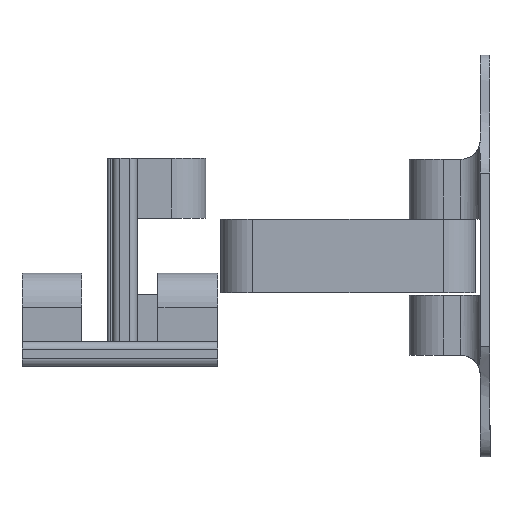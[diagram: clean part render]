
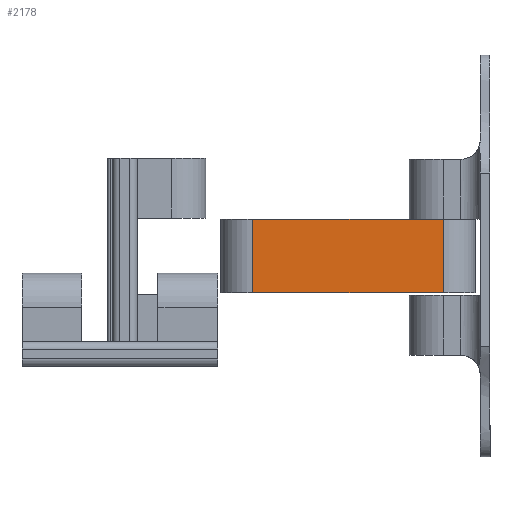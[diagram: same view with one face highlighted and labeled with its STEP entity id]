
A CAD part, front view. The second image highlights one B-rep face of the part: STEP entity #2178.
In plain terms, the highlighted planar face has unit normal (0, -1, 0).
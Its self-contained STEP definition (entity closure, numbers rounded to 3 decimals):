
#114=PLANE('',#2354);
#206=FACE_OUTER_BOUND('',#342,.T.);
#342=EDGE_LOOP('',(#1686,#1687,#1688,#1689));
#529=LINE('',#3354,#734);
#533=LINE('',#3363,#738);
#534=LINE('',#3367,#739);
#535=LINE('',#3368,#740);
#734=VECTOR('',#2718,10.);
#738=VECTOR('',#2726,10.);
#739=VECTOR('',#2731,10.);
#740=VECTOR('',#2732,10.);
#1020=VERTEX_POINT('',#3348);
#1022=VERTEX_POINT('',#3352);
#1025=VERTEX_POINT('',#3362);
#1026=VERTEX_POINT('',#3366);
#1263=EDGE_CURVE('',#1020,#1022,#529,.T.);
#1267=EDGE_CURVE('',#1025,#1020,#533,.T.);
#1269=EDGE_CURVE('',#1026,#1022,#534,.T.);
#1270=EDGE_CURVE('',#1025,#1026,#535,.T.);
#1686=ORIENTED_EDGE('',*,*,#1263,.T.);
#1687=ORIENTED_EDGE('',*,*,#1269,.F.);
#1688=ORIENTED_EDGE('',*,*,#1270,.F.);
#1689=ORIENTED_EDGE('',*,*,#1267,.T.);
#2178=ADVANCED_FACE('',(#206),#114,.T.);
#2354=AXIS2_PLACEMENT_3D('',#3365,#2729,#2730);
#2718=DIRECTION('',(0.,0.,1.));
#2726=DIRECTION('',(1.,0.,0.));
#2729=DIRECTION('center_axis',(0.,-1.,0.));
#2730=DIRECTION('ref_axis',(1.,0.,0.));
#2731=DIRECTION('',(1.,0.,0.));
#2732=DIRECTION('',(0.,0.,1.));
#3348=CARTESIAN_POINT('',(67.571,8.5,12.5));
#3352=CARTESIAN_POINT('',(67.571,8.5,27.5));
#3354=CARTESIAN_POINT('',(67.571,8.5,27.5));
#3362=CARTESIAN_POINT('',(28.571,8.5,12.5));
#3363=CARTESIAN_POINT('',(36.071,8.5,12.5));
#3365=CARTESIAN_POINT('Origin',(28.571,8.5,12.5));
#3366=CARTESIAN_POINT('',(28.571,8.5,27.5));
#3367=CARTESIAN_POINT('',(28.571,8.5,27.5));
#3368=CARTESIAN_POINT('',(28.571,8.5,12.5));
